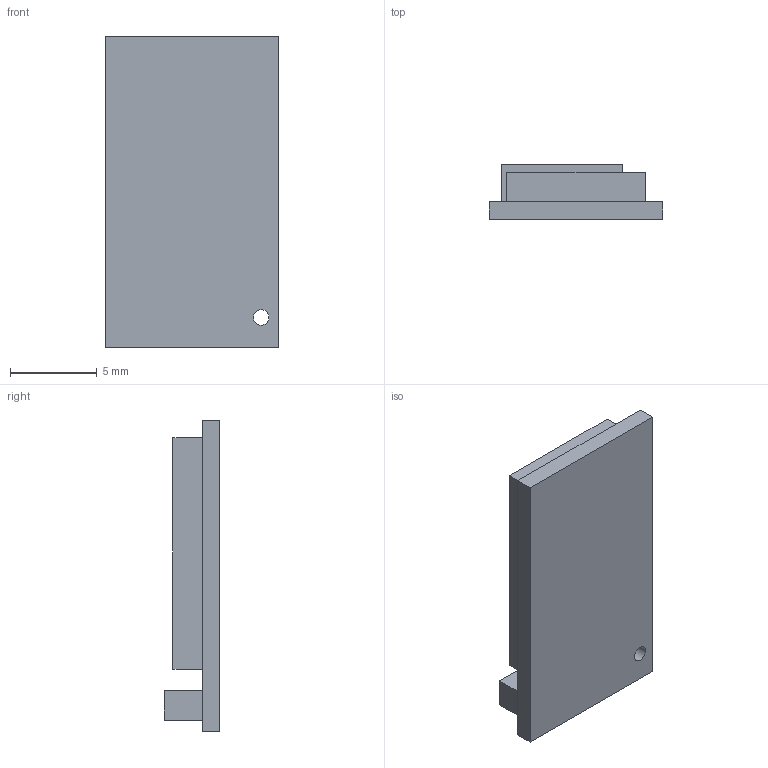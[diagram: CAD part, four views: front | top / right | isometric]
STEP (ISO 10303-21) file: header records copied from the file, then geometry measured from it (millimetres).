
FILE_DESCRIPTION(/* description */ (''),/* implementation_level */ '2;1');
FILE_NAME(/* name */ 'MDBT40Q-COLORS.step',/* time_stamp */ '2020-06-26T17:46:27-07:00',/* author */ (''),/* organization */ (''),/* preprocessor_version */ 'ST-DEVELOPER v18.1',/* originating_system */ 'Autodesk Translation Framework v9.3.0.1241',/* authorisation */ '');
FILE_SCHEMA (('AUTOMOTIVE_DESIGN { 1 0 10303 214 3 1 1 }'));
Length unit declared in the file: millimetre
Products named in the file (1): RF-MODULE-R01
Bounding box: 10 x 3.2 x 18 mm (x, y, z)
Volume: 387.8 mm3; surface area: 528.6 mm2
Topology: 1 solids, 1 shells, 17 faces, 39 edges, 26 vertices
Faces by surface type: plane 16, cylinder 1
Full cylindrical faces by diameter (mm): 0.9 x1
Entity records: 557 total; most frequent: CARTESIAN_POINT 83, ORIENTED_EDGE 78, DIRECTION 77, EDGE_CURVE 39, LINE 37, VECTOR 37, VERTEX_POINT 26, EDGE_LOOP 21
